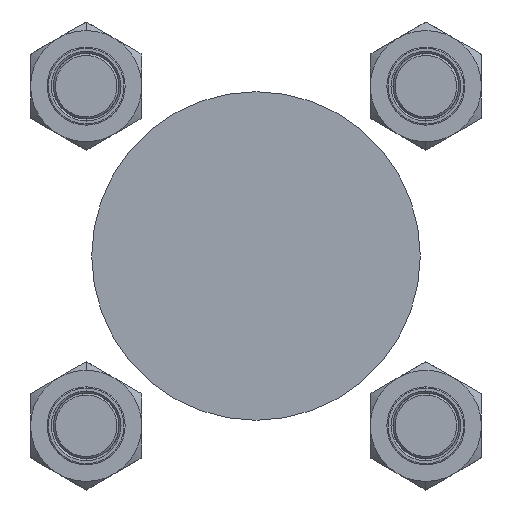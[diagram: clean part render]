
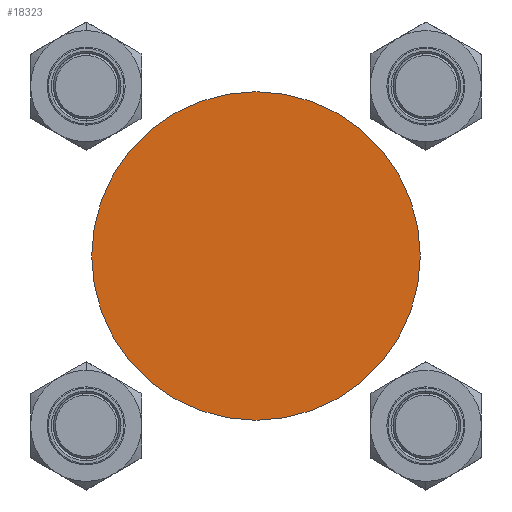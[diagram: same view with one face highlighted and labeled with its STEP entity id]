
A CAD part, left-side view. The second image highlights one B-rep face of the part: STEP entity #18323.
In plain terms, the highlighted face is planar.
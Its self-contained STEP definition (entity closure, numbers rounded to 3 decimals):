
#270 = CARTESIAN_POINT ( 'NONE',  ( 0., 0., 0. ) ) ;
#11338 = DIRECTION ( 'NONE',  ( 1., 0., 0. ) ) ;
#12333 = DIRECTION ( 'NONE',  ( 1., 0., 0. ) ) ;
#14230 = CIRCLE ( 'NONE', #49524, 40. ) ;
#14926 = PLANE ( 'NONE',  #44146 ) ;
#17637 = CARTESIAN_POINT ( 'NONE',  ( 40., 0., 0. ) ) ;
#18323 = ADVANCED_FACE ( 'NONE', ( #34687 ), #14926, .F. ) ;
#20180 = AXIS2_PLACEMENT_3D ( 'NONE', #44937, #40560, #25407 ) ;
#21403 = VERTEX_POINT ( 'NONE', #17637 ) ;
#25407 = DIRECTION ( 'NONE',  ( 1., 0., 0. ) ) ;
#32611 = DIRECTION ( 'NONE',  ( 0., 0., 1. ) ) ;
#33183 = EDGE_CURVE ( 'NONE', #40288, #21403, #14230, .T. ) ;
#34687 = FACE_OUTER_BOUND ( 'NONE', #37060, .T. ) ;
#35029 = ORIENTED_EDGE ( 'NONE', *, *, #33183, .F. ) ;
#37060 = EDGE_LOOP ( 'NONE', ( #35029, #45058 ) ) ;
#38548 = DIRECTION ( 'NONE',  ( 0., 0., 1. ) ) ;
#40068 = CARTESIAN_POINT ( 'NONE',  ( 0., 0., 0. ) ) ;
#40192 = EDGE_CURVE ( 'NONE', #21403, #40288, #40705, .T. ) ;
#40288 = VERTEX_POINT ( 'NONE', #49047 ) ;
#40560 = DIRECTION ( 'NONE',  ( 0., 0., 1. ) ) ;
#40705 = CIRCLE ( 'NONE', #20180, 40. ) ;
#44146 = AXIS2_PLACEMENT_3D ( 'NONE', #270, #38548, #11338 ) ;
#44937 = CARTESIAN_POINT ( 'NONE',  ( 0., 0., 0. ) ) ;
#45058 = ORIENTED_EDGE ( 'NONE', *, *, #40192, .F. ) ;
#49047 = CARTESIAN_POINT ( 'NONE',  ( -40., 0., 0. ) ) ;
#49524 = AXIS2_PLACEMENT_3D ( 'NONE', #40068, #32611, #12333 ) ;
